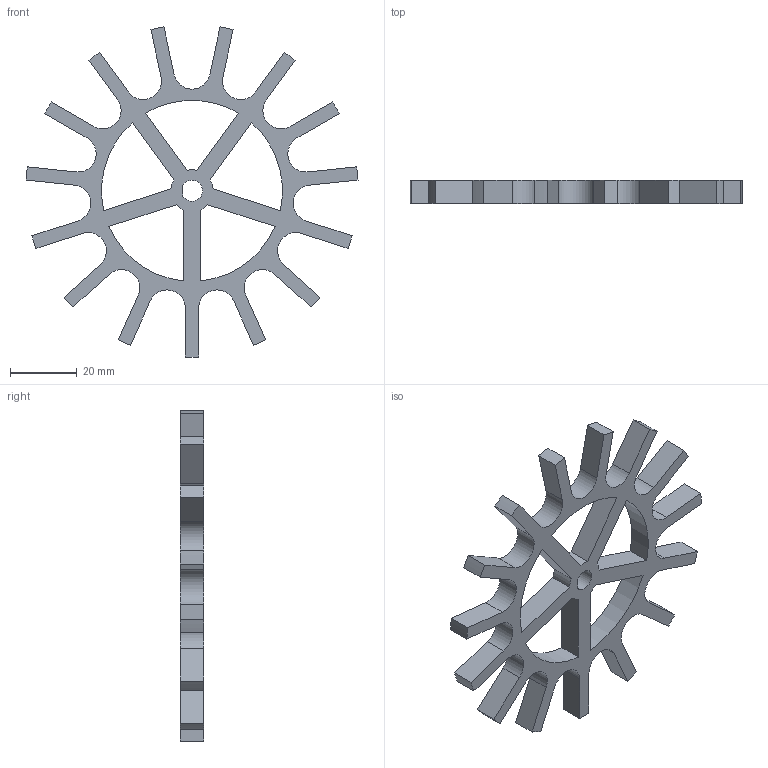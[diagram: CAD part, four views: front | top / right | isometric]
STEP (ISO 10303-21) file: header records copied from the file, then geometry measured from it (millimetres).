
FILE_DESCRIPTION(/* description */ (''),/* implementation_level */ '2;1');
FILE_NAME(/* name */ '5fcc5e8bebf62b14eaea08d8',/* time_stamp */ '2020-12-06T04:31:08+00:00',/* author */ (''),/* organization */ (''),/* preprocessor_version */ 'ST-DEVELOPER v16.7',/* originating_system */ $,/* authorisation */ $);
FILE_SCHEMA (('AUTOMOTIVE_DESIGN {1 0 10303 214 3 1 1}'));
Length unit declared in the file: metre
Products named in the file (1): Dispenser_wheel v1
Bounding box: 99.79 x 7 x 99.28 mm (x, y, z)
Volume: 17712.5 mm3; surface area: 12881.2 mm2
Topology: 1 solids, 1 shells, 84 faces, 246 edges, 164 vertices
Faces by surface type: plane 43, cylinder 41
Entity records: 2866 total; most frequent: DIRECTION 498, CARTESIAN_POINT 495, ORIENTED_EDGE 492, EDGE_CURVE 246, AXIS2_PLACEMENT_3D 167, VERTEX_POINT 164, LINE 164, VECTOR 164
